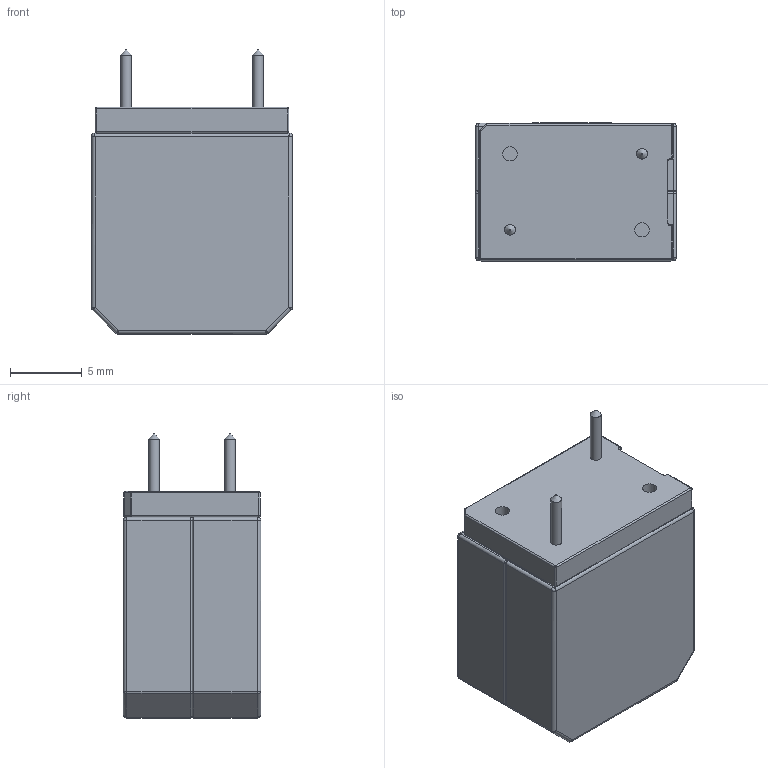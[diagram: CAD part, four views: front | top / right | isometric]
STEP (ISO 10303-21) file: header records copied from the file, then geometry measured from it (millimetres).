
FILE_DESCRIPTION(/* description */ (''),/* implementation_level */ '2;1');
FILE_NAME(/* name */ '1D14A_Assembly.stp',/* time_stamp */ '2018-03-12T14:09:13+08:00',/* author */ ('User'),/* organization */ (''),/* preprocessor_version */ 'ST-DEVELOPER v15.6',/* originating_system */ 'Autodesk Inventor 2015',/* authorisation */ '');
FILE_SCHEMA (('AUTOMOTIVE_DESIGN { 1 0 10303 214 3 1 1 }'));
Products named in the file (4): 1D14A_base; 1D14A_core; 1D14A_core_p; 1D14A_Assembly
Bounding box: 14 x 9.61 x 19.8 mm (x, y, z)
Volume: 1603.1 mm3; surface area: 1983.4 mm2
Topology: 3 solids, 3 shells, 351 faces, 864 edges, 532 vertices
Faces by surface type: plane 224, cylinder 71, bspline 36, sphere 14, torus 4, cone 2
Full cylindrical faces by diameter (mm): 0.75 x2, 1 x2, 6.6 x2
Entity records: 10524 total; most frequent: CARTESIAN_POINT 2309, ORIENTED_EDGE 1688, DIRECTION 1603, EDGE_CURVE 844, LINE 655, VECTOR 655, VERTEX_POINT 532, AXIS2_PLACEMENT_3D 474
